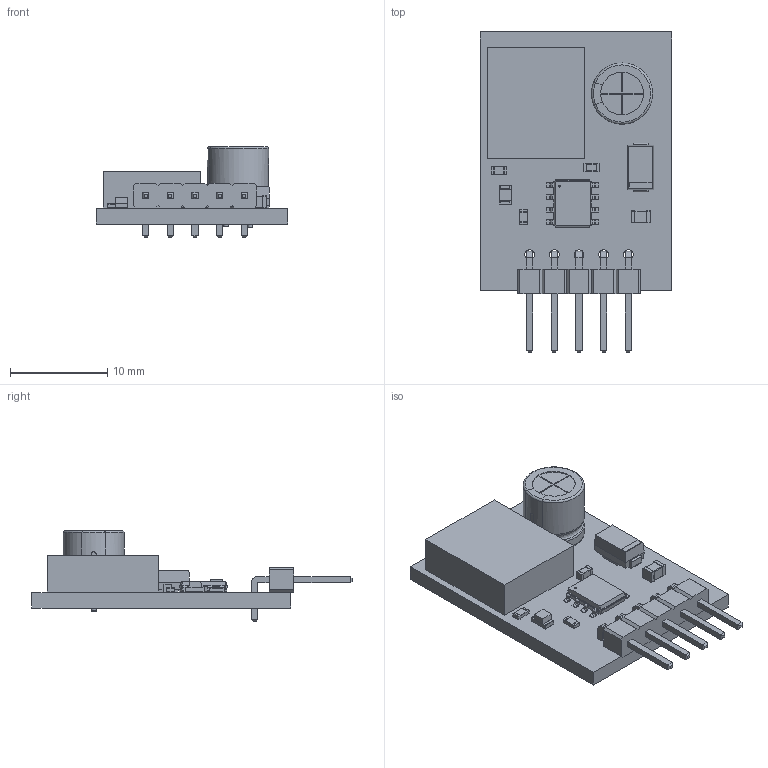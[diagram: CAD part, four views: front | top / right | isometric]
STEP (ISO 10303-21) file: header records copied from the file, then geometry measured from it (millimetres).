
FILE_DESCRIPTION(('KiCad electronic assembly'),'2;1');
FILE_NAME('08-REG_mod.step','2024-06-21T09:42:05',('Pcbnew'),('Kicad'), 'Open CASCADE STEP processor 7.7','KiCad to STEP converter','Unknown' );
FILE_SCHEMA(('AUTOMOTIVE_DESIGN { 1 0 10303 214 1 1 1 1 }'));
Length unit declared in the file: millimetre
Products named in the file (20): 08-REG_mod 1; D_SMA; SOLID; HTSOP-8-1EP_3.9x4.9mm_Pitch1.27mm; C_0805_2012Metric; R_0603_1608Metric; C_0603_1608Metric; LED_0805_2012Metric; FXL1040-220-M; CP_Radial_D6.3mm_P2.50mm; PinHeader_1x05_P2.54mm_Horizontal; 08-REG_mod PCB
Assembly tree (20 placements, depth 3):
  08-REG_mod 1
    D_SMA
      SOLID
    HTSOP-8-1EP_3.9x4.9mm_Pitch1.27mm
      SOLID
    C_0805_2012Metric
      SOLID
    R_0603_1608Metric  x2
      SOLID
    C_0603_1608Metric
      SOLID
    LED_0805_2012Metric
      SOLID
    FXL1040-220-M
      SOLID
    CP_Radial_D6.3mm_P2.50mm
      SOLID
    PinHeader_1x05_P2.54mm_Horizontal
      SOLID
    08-REG_mod PCB
Bounding box: 19.68 x 32.97 x 9.3 mm (x, y, z)
Volume: 1612 mm3; surface area: 2310.9 mm2
Topology: 11 solids, 12 shells, 567 faces, 1439 edges, 916 vertices
Faces by surface type: plane 397, cylinder 118, bspline 46, revolution 4, torus 2
Full cylindrical faces by diameter (mm): 0.2 x1, 0.3 x8, 0.5 x2, 0.8 x2, 1 x5
Entity records: 39016 total; most frequent: CARTESIAN_POINT 7555, DIRECTION 5077, LINE 3453, VECTOR 3453, ORIENTED_EDGE 2742, PCURVE 2742, DEFINITIONAL_REPRESENTATION 2742, EDGE_CURVE 1371
